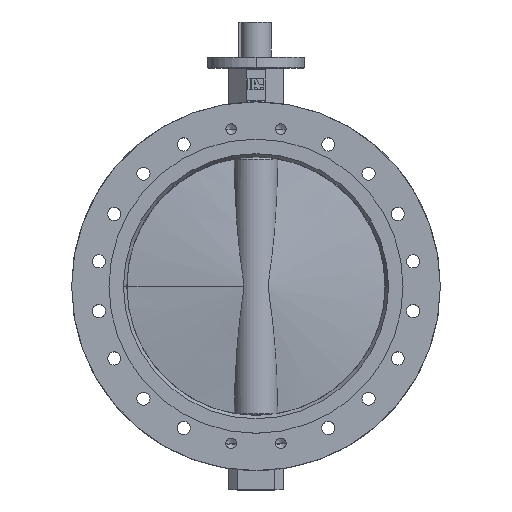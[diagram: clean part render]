
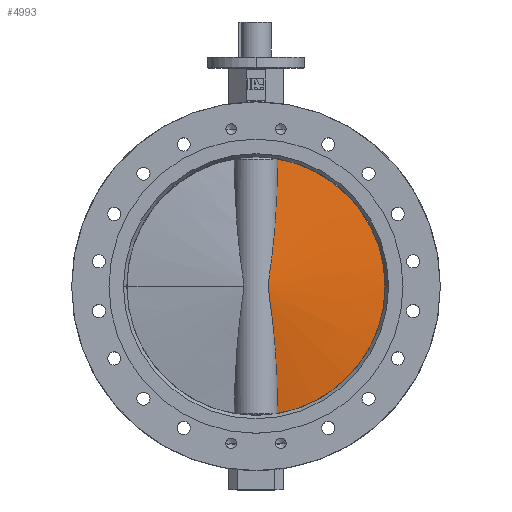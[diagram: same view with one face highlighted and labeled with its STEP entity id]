
A CAD part, top view. The second image highlights one B-rep face of the part: STEP entity #4993.
In plain terms, the highlighted conical face has half-angle 82.296 degrees and reference radius 7392.69 mm.
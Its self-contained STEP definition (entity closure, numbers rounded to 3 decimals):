
#58 = EDGE_CURVE ( 'NONE', #1359, #1360, #1645, .T. ) ;
#734 = B_SPLINE_CURVE_WITH_KNOTS ( 'NONE', 3,
 ( #2420, #2421, #2425, #2426, #2427, #2428, #2429, #2430, #2431, #2432, #2433, #2434, #2435, #2436, #2437, #2438, #2439, #2440, #2441, #2442, #2443, #2444, #2445, #2446, #2447, #2448, #2449, #2450, #2451, #2452, #2453, #2454, #2455, #2456, #2457, #2458, #2459, #2460, #2461, #2462, #2463, #2464, #2465, #2466, #2467, #2468, #2469, #2470, #2471, #2472, #2473, #2474, #2475, #2476 ),
 .UNSPECIFIED., .F., .F.,
 ( 4, 2, 2, 2, 2, 2, 2, 2, 2, 2, 2, 2, 2, 2, 2, 2, 2, 2, 2, 2, 2, 2, 2, 2, 2, 2, 4 ),
 ( -0.262, -0.226, -0.19, -0.153, -0.117, -0.081, -0.044, -0.026, -0.008, 0.001, 0.01, 0.019, 0.028, 0.033, 0.037, 0.042, 0.046, 0.055, 0.064, 0.073, 0.083, 0.101, 0.137, 0.173, 0.209, 0.246, 0.318 ),
 .UNSPECIFIED. ) ;
#950 = CIRCLE ( 'NONE', #7559, 294. ) ;
#1359 = VERTEX_POINT ( 'NONE', #7890 ) ;
#1360 = VERTEX_POINT ( 'NONE', #7891 ) ;
#1389 = VERTEX_POINT ( 'NONE', #7920 ) ;
#1645 = CIRCLE ( 'NONE', #1964, 294. ) ;
#1964 = AXIS2_PLACEMENT_3D ( 'NONE', #2069, #2070, #2071 ) ;
#2069 = CARTESIAN_POINT ( 'NONE',  ( 5.231, 0., 0. ) ) ;
#2070 = DIRECTION ( 'NONE',  ( 1., 0., 0. ) ) ;
#2071 = DIRECTION ( 'NONE',  ( 0., 0., -1. ) ) ;
#2420 = CARTESIAN_POINT ( 'NONE',  ( 5.231, -289.764, -49.726 ) ) ;
#2421 = CARTESIAN_POINT ( 'NONE',  ( 6.843, -277.704, -49.556 ) ) ;
#2425 = CARTESIAN_POINT ( 'NONE',  ( 8.454, -265.645, -49.308 ) ) ;
#2426 = CARTESIAN_POINT ( 'NONE',  ( 11.674, -241.53, -48.646 ) ) ;
#2427 = CARTESIAN_POINT ( 'NONE',  ( 13.283, -229.473, -48.233 ) ) ;
#2428 = CARTESIAN_POINT ( 'NONE',  ( 16.497, -205.367, -47.23 ) ) ;
#2429 = CARTESIAN_POINT ( 'NONE',  ( 18.101, -193.321, -46.641 ) ) ;
#2430 = CARTESIAN_POINT ( 'NONE',  ( 21.304, -169.247, -45.268 ) ) ;
#2431 = CARTESIAN_POINT ( 'NONE',  ( 22.901, -157.217, -44.484 ) ) ;
#2432 = CARTESIAN_POINT ( 'NONE',  ( 26.086, -133.177, -42.695 ) ) ;
#2433 = CARTESIAN_POINT ( 'NONE',  ( 27.672, -121.165, -41.69 ) ) ;
#2434 = CARTESIAN_POINT ( 'NONE',  ( 30.823, -97.163, -39.417 ) ) ;
#2435 = CARTESIAN_POINT ( 'NONE',  ( 32.388, -85.172, -38.149 ) ) ;
#2436 = CARTESIAN_POINT ( 'NONE',  ( 34.69, -67.2, -36.023 ) ) ;
#2437 = CARTESIAN_POINT ( 'NONE',  ( 35.449, -61.211, -35.277 ) ) ;
#2438 = CARTESIAN_POINT ( 'NONE',  ( 36.935, -49.235, -33.719 ) ) ;
#2439 = CARTESIAN_POINT ( 'NONE',  ( 37.663, -43.249, -32.904 ) ) ;
#2440 = CARTESIAN_POINT ( 'NONE',  ( 38.692, -34.261, -31.673 ) ) ;
#2441 = CARTESIAN_POINT ( 'NONE',  ( 39.025, -31.264, -31.262 ) ) ;
#2442 = CARTESIAN_POINT ( 'NONE',  ( 39.653, -25.264, -30.461 ) ) ;
#2443 = CARTESIAN_POINT ( 'NONE',  ( 39.949, -22.263, -30.072 ) ) ;
#2444 = CARTESIAN_POINT ( 'NONE',  ( 40.471, -16.256, -29.365 ) ) ;
#2445 = CARTESIAN_POINT ( 'NONE',  ( 40.697, -13.249, -29.048 ) ) ;
#2446 = CARTESIAN_POINT ( 'NONE',  ( 41.03, -7.226, -28.576 ) ) ;
#2447 = CARTESIAN_POINT ( 'NONE',  ( 41.135, -4.208, -28.424 ) ) ;
#2448 = CARTESIAN_POINT ( 'NONE',  ( 41.167, 0.33, -28.378 ) ) ;
#2449 = CARTESIAN_POINT ( 'NONE',  ( 41.157, 1.845, -28.392 ) ) ;
#2450 = CARTESIAN_POINT ( 'NONE',  ( 41.097, 4.878, -28.479 ) ) ;
#2451 = CARTESIAN_POINT ( 'NONE',  ( 41.047, 6.396, -28.551 ) ) ;
#2452 = CARTESIAN_POINT ( 'NONE',  ( 40.912, 9.436, -28.744 ) ) ;
#2453 = CARTESIAN_POINT ( 'NONE',  ( 40.828, 10.958, -28.864 ) ) ;
#2454 = CARTESIAN_POINT ( 'NONE',  ( 40.63, 14.004, -29.141 ) ) ;
#2455 = CARTESIAN_POINT ( 'NONE',  ( 40.518, 15.527, -29.298 ) ) ;
#2456 = CARTESIAN_POINT ( 'NONE',  ( 40.15, 20.086, -29.802 ) ) ;
#2457 = CARTESIAN_POINT ( 'NONE',  ( 39.865, 23.115, -30.184 ) ) ;
#2458 = CARTESIAN_POINT ( 'NONE',  ( 39.251, 29.166, -30.977 ) ) ;
#2459 = CARTESIAN_POINT ( 'NONE',  ( 38.923, 32.187, -31.389 ) ) ;
#2460 = CARTESIAN_POINT ( 'NONE',  ( 38.242, 38.226, -32.216 ) ) ;
#2461 = CARTESIAN_POINT ( 'NONE',  ( 37.889, 41.244, -32.63 ) ) ;
#2462 = CARTESIAN_POINT ( 'NONE',  ( 37.169, 47.279, -33.448 ) ) ;
#2463 = CARTESIAN_POINT ( 'NONE',  ( 36.801, 50.296, -33.852 ) ) ;
#2464 = CARTESIAN_POINT ( 'NONE',  ( 35.684, 59.348, -35.041 ) ) ;
#2465 = CARTESIAN_POINT ( 'NONE',  ( 34.921, 65.383, -35.8 ) ) ;
#2466 = CARTESIAN_POINT ( 'NONE',  ( 32.606, 83.498, -37.965 ) ) ;
#2467 = CARTESIAN_POINT ( 'NONE',  ( 31.029, 95.585, -39.256 ) ) ;
#2468 = CARTESIAN_POINT ( 'NONE',  ( 27.854, 119.784, -41.569 ) ) ;
#2469 = CARTESIAN_POINT ( 'NONE',  ( 26.255, 131.896, -42.592 ) ) ;
#2470 = CARTESIAN_POINT ( 'NONE',  ( 23.044, 156.14, -44.411 ) ) ;
#2471 = CARTESIAN_POINT ( 'NONE',  ( 21.433, 168.272, -45.208 ) ) ;
#2472 = CARTESIAN_POINT ( 'NONE',  ( 18.203, 192.556, -46.602 ) ) ;
#2473 = CARTESIAN_POINT ( 'NONE',  ( 16.585, 204.703, -47.2 ) ) ;
#2474 = CARTESIAN_POINT ( 'NONE',  ( 11.726, 241.146, -48.724 ) ) ;
#2475 = CARTESIAN_POINT ( 'NONE',  ( 8.48, 265.451, -49.384 ) ) ;
#2476 = CARTESIAN_POINT ( 'NONE',  ( 5.231, 289.764, -49.726 ) ) ;
#2477 = CARTESIAN_POINT ( 'NONE',  ( 5.231, 0., 0. ) ) ;
#2478 = DIRECTION ( 'NONE',  ( 1., 0., 0. ) ) ;
#2479 = DIRECTION ( 'NONE',  ( 0., 0., -1. ) ) ;
#4117 = ORIENTED_EDGE ( 'NONE', *, *, #5518, .F. ) ;
#4118 = ORIENTED_EDGE ( 'NONE', *, *, #58, .T. ) ;
#4119 = ORIENTED_EDGE ( 'NONE', *, *, #5519, .T. ) ;
#4564 = EDGE_LOOP ( 'NONE', ( #4117, #4118, #4119 ) ) ;
#4993 = ADVANCED_FACE ( 'NONE', ( #8691 ), #8695, .T. ) ;
#5518 = EDGE_CURVE ( 'NONE', #1359, #1389, #734, .T. ) ;
#5519 = EDGE_CURVE ( 'NONE', #1360, #1389, #950, .T. ) ;
#6795 = DIRECTION ( 'NONE',  ( 0., 0., 1. ) ) ;
#6796 = CARTESIAN_POINT ( 'NONE',  ( -955., 0., 0. ) ) ;
#6797 = DIRECTION ( 'NONE',  ( -1., 0., 0. ) ) ;
#7559 = AXIS2_PLACEMENT_3D ( 'NONE', #2477, #2478, #2479 ) ;
#7710 = AXIS2_PLACEMENT_3D ( 'NONE', #6796, #6797, #6795 ) ;
#7890 = CARTESIAN_POINT ( 'NONE',  ( 5.231, -289.764, -49.726 ) ) ;
#7891 = CARTESIAN_POINT ( 'NONE',  ( 5.231, 0., -294. ) ) ;
#7920 = CARTESIAN_POINT ( 'NONE',  ( 5.231, 289.764, -49.726 ) ) ;
#8691 = FACE_OUTER_BOUND ( 'NONE', #4564, .T. ) ;
#8695 = CONICAL_SURFACE ( 'NONE', #7710, 7392.693, 1.436 ) ;
